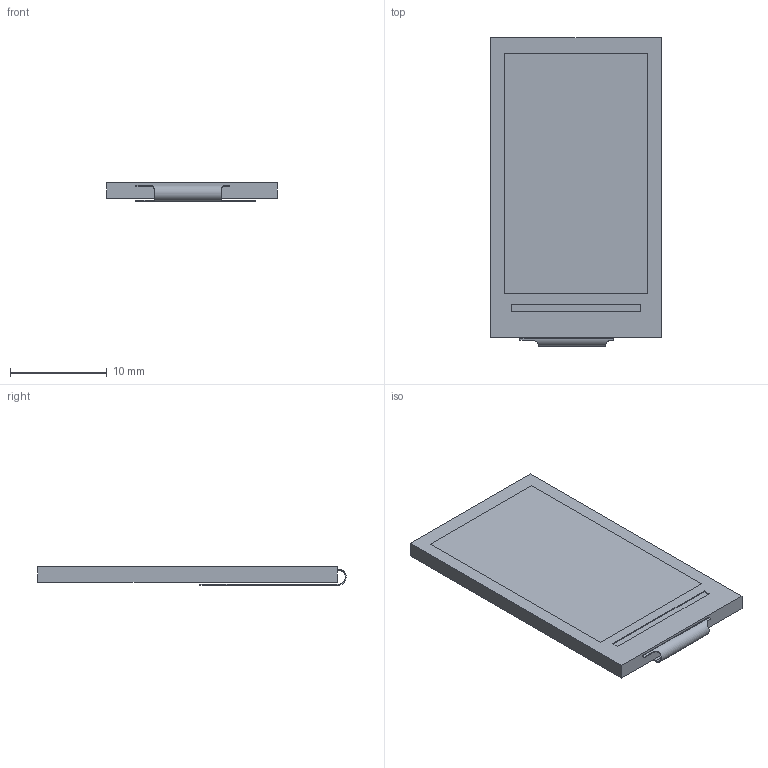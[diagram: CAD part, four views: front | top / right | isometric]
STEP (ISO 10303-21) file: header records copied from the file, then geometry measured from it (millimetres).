
FILE_DESCRIPTION(('FreeCAD Model'),'2;1');
FILE_NAME('Open CASCADE Shape Model','2025-11-01T14:54:52',(''),(''), 'Open CASCADE STEP processor 7.8','FreeCAD','Unknown');
FILE_SCHEMA(('AUTOMOTIVE_DESIGN { 1 0 10303 214 1 1 1 1 }'));
Length unit declared in the file: millimetre
Products named in the file (16): Unnamed; Face; Face001; Face002; Face003; Face004; Face005; Face006; Face007; Face008; Face009; Face010; Face011; Shell001; Compound; Shell
Assembly tree (15 placements, depth 2):
  Unnamed
    Face
    Face001
    Face002
    Face003
    Face004
    Face005
    Face006
    Face007
    Face008
    Face009
    Face010
    Face011
    Shell001
    Compound
    Shell
Bounding box: 17.6 x 31.91 x 1.9 mm (x, y, z)
Surface area: 1590.3 mm2 (no closed solid volume)
Topology: 0 solids, 27 shells, 150 faces, 596 edges, 459 vertices
Faces by surface type: plane 138, cylinder 10, bspline 2
Full cylindrical faces by diameter (mm): 1 x2
Entity records: 6749 total; most frequent: CARTESIAN_POINT 1389, DIRECTION 945, ORIENTED_EDGE 856, EDGE_CURVE 596, LINE 563, VECTOR 563, VERTEX_POINT 459, AXIS2_PLACEMENT_3D 191
